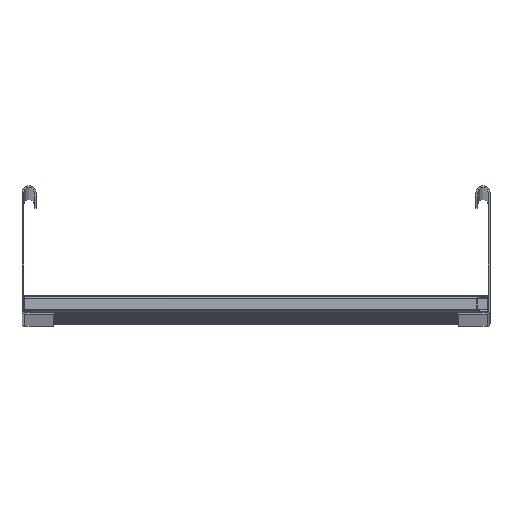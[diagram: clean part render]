
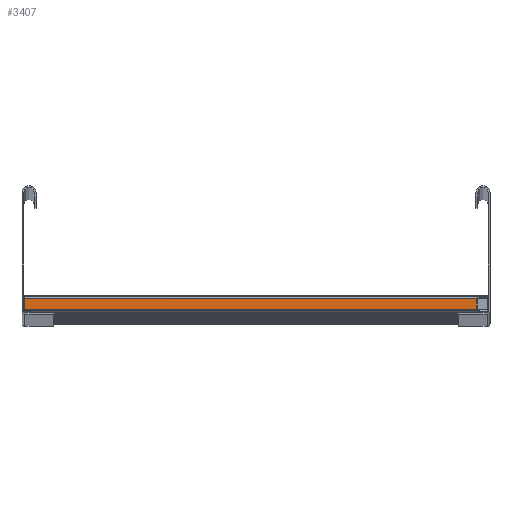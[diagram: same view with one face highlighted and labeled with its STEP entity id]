
A CAD part, top view. The second image highlights one B-rep face of the part: STEP entity #3407.
In plain terms, the highlighted face is planar.
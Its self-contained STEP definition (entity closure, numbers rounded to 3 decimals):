
#2852=DIRECTION('',(0.,0.,-1.));
#2853=VECTOR('',#2852,386.34);
#2854=CARTESIAN_POINT('',(0.,3.,386.34));
#2855=LINE('',#2854,#2853);
#2932=DIRECTION('',(0.,1.,0.));
#2933=VECTOR('',#2932,9.);
#2934=CARTESIAN_POINT('',(0.,3.,386.34));
#2935=LINE('',#2934,#2933);
#2936=DIRECTION('',(0.,-1.,0.));
#2937=VECTOR('',#2936,9.);
#2938=CARTESIAN_POINT('',(0.,12.,0.));
#2939=LINE('',#2938,#2937);
#2940=DIRECTION('',(0.,0.,1.));
#2941=VECTOR('',#2940,386.34);
#2942=CARTESIAN_POINT('',(0.,12.,0.));
#2943=LINE('',#2942,#2941);
#2978=CARTESIAN_POINT('',(0.,12.,0.));
#2979=VERTEX_POINT('',#2978);
#2980=CARTESIAN_POINT('',(0.,3.,0.));
#2981=VERTEX_POINT('',#2980);
#3015=CARTESIAN_POINT('',(0.,3.,386.34));
#3016=CARTESIAN_POINT('',(0.,12.,386.34));
#3017=VERTEX_POINT('',#3015);
#3018=VERTEX_POINT('',#3016);
#3395=CARTESIAN_POINT('',(0.,0.,-300.));
#3396=DIRECTION('',(-1.,0.,0.));
#3397=DIRECTION('',(0.,1.,0.));
#3398=AXIS2_PLACEMENT_3D('',#3395,#3396,#3397);
#3399=PLANE('',#3398);
#3401=ORIENTED_EDGE('',*,*,#3400,.T.);
#3402=ORIENTED_EDGE('',*,*,#3319,.F.);
#3403=ORIENTED_EDGE('',*,*,#3304,.T.);
#3404=ORIENTED_EDGE('',*,*,#3069,.F.);
#3405=EDGE_LOOP('',(#3401,#3402,#3403,#3404));
#3406=FACE_OUTER_BOUND('',#3405,.F.);
#3407=ADVANCED_FACE('',(#3406),#3399,.T.);
#3069=EDGE_CURVE('',#2979,#2981,#2939,.T.);
#3304=EDGE_CURVE('',#3017,#2981,#2855,.T.);
#3319=EDGE_CURVE('',#3017,#3018,#2935,.T.);
#3400=EDGE_CURVE('',#2979,#3018,#2943,.T.);
